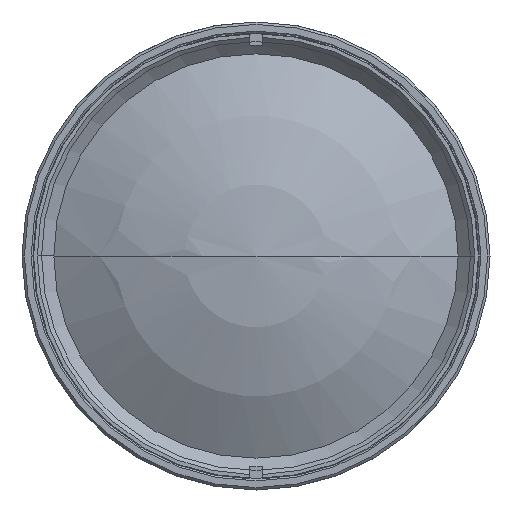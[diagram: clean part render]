
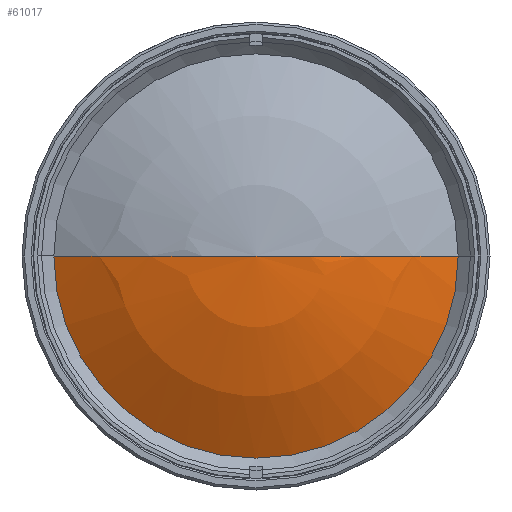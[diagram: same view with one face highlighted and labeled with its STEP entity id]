
A CAD part, left-side view. The second image highlights one B-rep face of the part: STEP entity #61017.
In plain terms, the highlighted spherical face has radius 32.083 mm.
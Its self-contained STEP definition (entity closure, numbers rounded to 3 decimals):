
#61017 = ADVANCED_FACE('',(#61018),#61047,.T.);
#61018 = FACE_BOUND('',#61019,.T.);
#61019 = EDGE_LOOP('',(#61020,#61031,#61040));
#61020 = ORIENTED_EDGE('',*,*,#61021,.T.);
#61021 = EDGE_CURVE('',#61022,#61024,#61026,.T.);
#61022 = VERTEX_POINT('',#61023);
#61023 = CARTESIAN_POINT('',(4.689,-16.7,0.));
#61024 = VERTEX_POINT('',#61025);
#61025 = CARTESIAN_POINT('',(0.,0.,0.));
#61026 = CIRCLE('',#61027,32.083);
#61027 = AXIS2_PLACEMENT_3D('',#61028,#61029,#61030);
#61028 = CARTESIAN_POINT('',(32.083,0.,0.));
#61029 = DIRECTION('',(0.,0.,-1.));
#61030 = DIRECTION('',(-0.854,-0.521,-0.));
#61031 = ORIENTED_EDGE('',*,*,#61032,.F.);
#61032 = EDGE_CURVE('',#61033,#61024,#61035,.T.);
#61033 = VERTEX_POINT('',#61034);
#61034 = CARTESIAN_POINT('',(4.689,16.7,0.));
#61035 = CIRCLE('',#61036,32.083);
#61036 = AXIS2_PLACEMENT_3D('',#61037,#61038,#61039);
#61037 = CARTESIAN_POINT('',(32.083,0.,0.));
#61038 = DIRECTION('',(0.,0.,1.));
#61039 = DIRECTION('',(-0.854,0.521,0.));
#61040 = ORIENTED_EDGE('',*,*,#61041,.F.);
#61041 = EDGE_CURVE('',#61022,#61033,#61042,.T.);
#61042 = CIRCLE('',#61043,16.7);
#61043 = AXIS2_PLACEMENT_3D('',#61044,#61045,#61046);
#61044 = CARTESIAN_POINT('',(4.689,0.,0.));
#61045 = DIRECTION('',(1.,0.,0.));
#61046 = DIRECTION('',(0.,-1.,0.));
#61047 = SPHERICAL_SURFACE('',#61048,32.083);
#61048 = AXIS2_PLACEMENT_3D('',#61049,#61050,#61051);
#61049 = CARTESIAN_POINT('',(32.083,0.,0.));
#61050 = DIRECTION('',(1.,0.,0.));
#61051 = DIRECTION('',(0.,-1.,0.));
